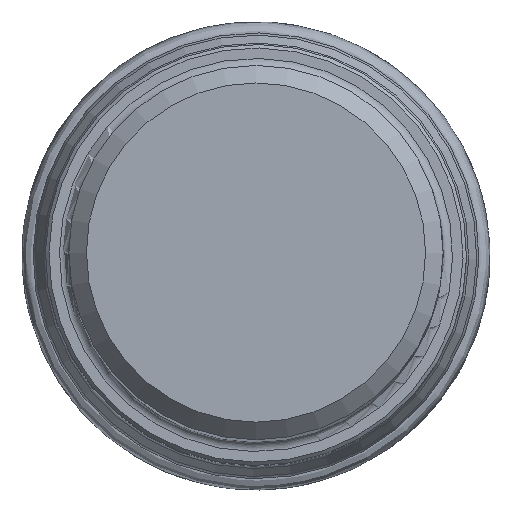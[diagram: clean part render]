
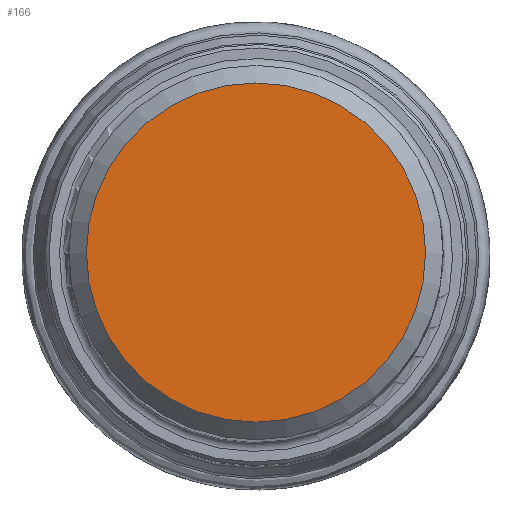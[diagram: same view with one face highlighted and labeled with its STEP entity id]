
A CAD part, top view. The second image highlights one B-rep face of the part: STEP entity #166.
In plain terms, the highlighted planar face has unit normal (0, 0, 1).
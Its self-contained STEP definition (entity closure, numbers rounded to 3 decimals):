
#166=ADVANCED_FACE('CU_SU3',(#174),#172,.F.);
#172=PLANE('',#452);
#174=FACE_OUTER_BOUND('',#208,.T.);
#208=EDGE_LOOP('',(#244));
#244=ORIENTED_EDGE('',*,*,#283,.F.);
#264=VERTEX_POINT('',#632);
#283=EDGE_CURVE('',#264,#264,#301,.T.);
#301=CIRCLE('',#451,14.5);
#451=AXIS2_PLACEMENT_3D('',#631,#546,#547);
#452=AXIS2_PLACEMENT_3D('',#633,#548,#549);
#546=DIRECTION('',(0.,0.,-1.));
#547=DIRECTION('',(-1.,0.,0.));
#548=DIRECTION('',(0.,0.,-1.));
#549=DIRECTION('',(-1.,0.,0.));
#631=CARTESIAN_POINT('',(0.,0.,0.));
#632=CARTESIAN_POINT('',(-14.5,0.,0.));
#633=CARTESIAN_POINT('',(0.,0.,0.));
